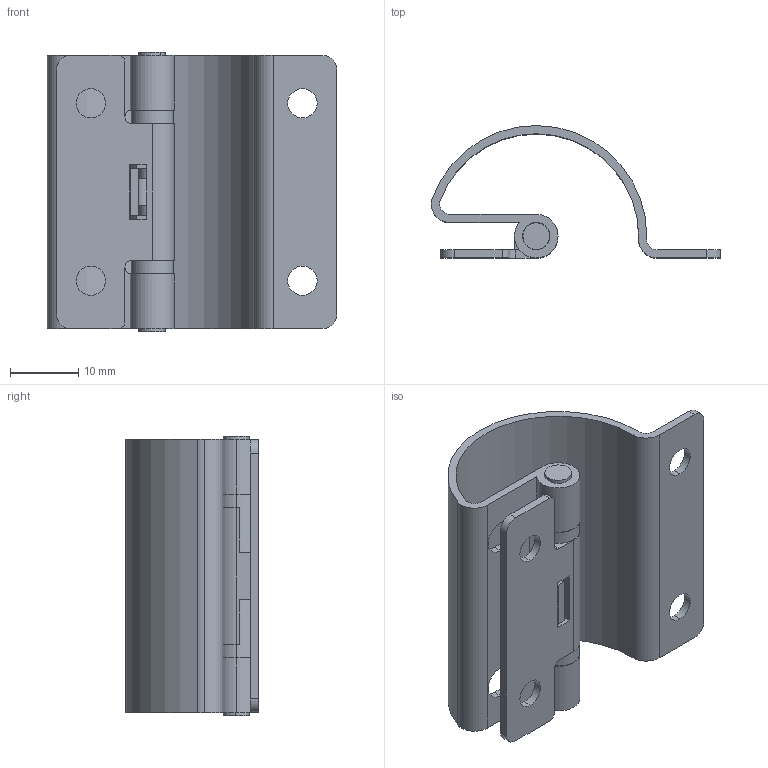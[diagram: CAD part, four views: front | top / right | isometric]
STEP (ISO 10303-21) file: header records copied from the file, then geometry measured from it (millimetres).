
FILE_DESCRIPTION (( 'STEP AP203' ), '1' );
FILE_NAME ('B-1509-4.STEP', '2015-09-17T01:10:36', ( '' ), ( '' ), 'SwSTEP 2.0', 'SolidWorks 2012', '' );
FILE_SCHEMA (( 'CONFIG_CONTROL_DESIGN' ));
Length unit declared in the file: millimetre
Products named in the file (6): B-1509-4; B-1509-4僾儔僌__僾儔僌R; B-1509-4僾儔僌__僾儔僌L; B-1509-4シャフト_; B-1509-4ヒンジB_; B-1509-4ヒンジA_
Assembly tree (6 placements, depth 2):
  B-1509-4
    B-1509-4ヒンジA_
    B-1509-4ヒンジB_
    B-1509-4シャフト_  x2
    B-1509-4僾儔僌__僾儔僌L
    B-1509-4僾儔僌__僾儔僌R
Bounding box: 42.36 x 19.4 x 41 mm (x, y, z)
Volume: 4853.1 mm3; surface area: 8858.5 mm2
Topology: 6 solids, 6 shells, 118 faces, 310 edges, 204 vertices
Faces by surface type: cylinder 62, plane 52, cone 4
Entity records: 4200 total; most frequent: DIRECTION 658, CARTESIAN_POINT 611, ORIENTED_EDGE 592, EDGE_CURVE 296, AXIS2_PLACEMENT_3D 243, VERTEX_POINT 196, VECTOR 172, LINE 172
